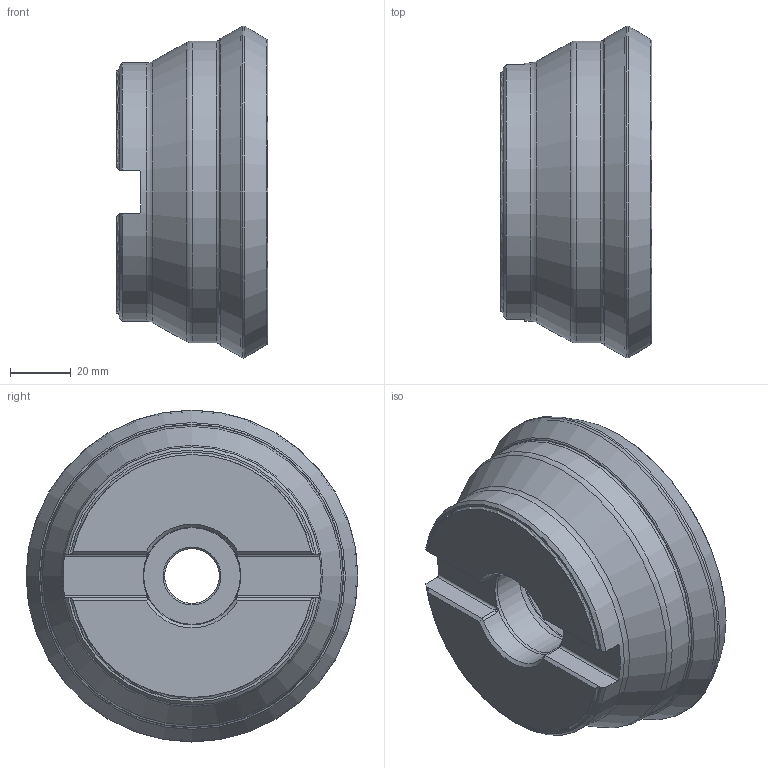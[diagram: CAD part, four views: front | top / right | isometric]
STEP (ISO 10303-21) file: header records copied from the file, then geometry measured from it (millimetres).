
FILE_DESCRIPTION(/* description */ (''),/* implementation_level */ '2;1');
FILE_NAME(/* name */ '202808388ndi000_00.stp',/* time_stamp */ '2020-01-22T11:30:30+01:00',/* author */ (''),/* organization */ (''),/* preprocessor_version */ 'ST-DEVELOPER v16.7',/* originating_system */ 'SIEMENS PLM Software NX 12.0',/* authorisation */ '');
FILE_SCHEMA (('AUTOMOTIVE_DESIGN { 1 0 10303 214 3 1 1 1 }'));
Length unit declared in the file: millimetre
Products named in the file (1): mp544FDC3BC7i6zd
Bounding box: 50 x 109.33 x 109.34 mm (x, y, z)
Volume: 352808.2 mm3; surface area: 48981.9 mm2
Topology: 2 solids, 2 shells, 85 faces, 204 edges, 124 vertices
Faces by surface type: cylinder 22, plane 19, torus 18, cone 14, revolution 12
Full cylindrical faces by diameter (mm): 18 x1, 30.1 x1, 32.008 x1, 32.2 x1, 85 x1, 99.427 x1
Entity records: 2525 total; most frequent: CARTESIAN_POINT 746, DIRECTION 364, ORIENTED_EDGE 304, AXIS2_PLACEMENT_3D 158, EDGE_CURVE 152, EDGE_LOOP 130, VERTEX_POINT 112, FACE_BOUND 90
